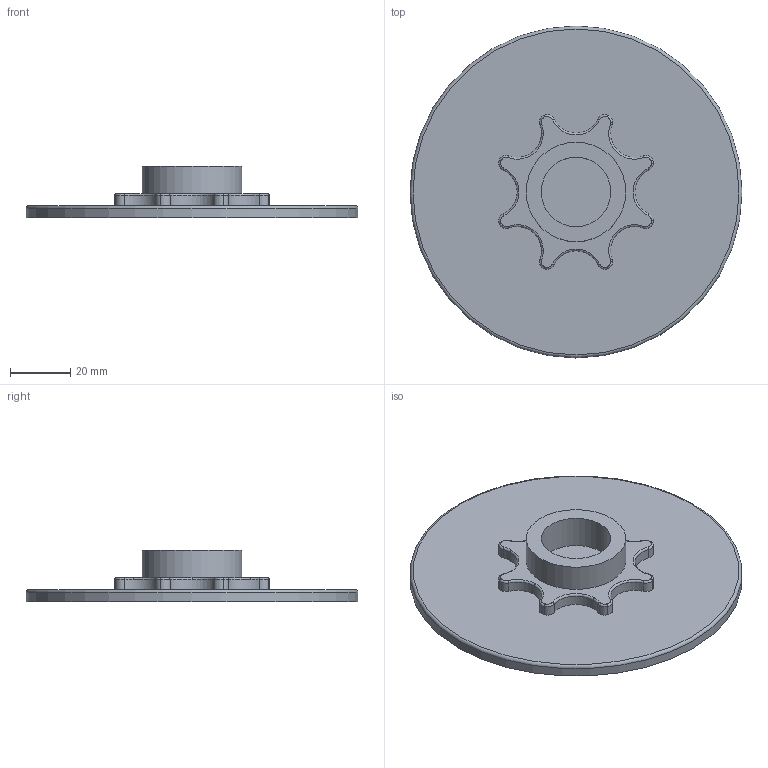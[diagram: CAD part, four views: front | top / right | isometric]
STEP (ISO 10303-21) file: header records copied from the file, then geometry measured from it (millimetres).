
FILE_DESCRIPTION(('HOOPS Exchange Step'),'2;1');
FILE_NAME('temp_export','2024-03-09T09:48:58-08:00',('mobile'),('Shapr3D Limited'),'HOOPS Exchange 2023.2','Shapr3D','Authorized');
FILE_SCHEMA( ('AUTOMOTIVE_DESIGN { 1 0 10303 214 1 1 1 1 }') );
Length unit declared in the file: millimetre
Products named in the file (1): root
Bounding box: 110 x 110 x 17 mm (x, y, z)
Volume: 47447.6 mm3; surface area: 22744.9 mm2
Topology: 1 solids, 1 shells, 87 faces, 215 edges, 133 vertices
Faces by surface type: cylinder 42, torus 40, plane 5
Full cylindrical faces by diameter (mm): 23 x1, 33 x1, 110 x1
Entity records: 2678 total; most frequent: DIRECTION 564, CARTESIAN_POINT 436, ORIENTED_EDGE 430, AXIS2_PLACEMENT_3D 261, EDGE_CURVE 215, CIRCLE 173, VERTEX_POINT 133, EDGE_LOOP 90
